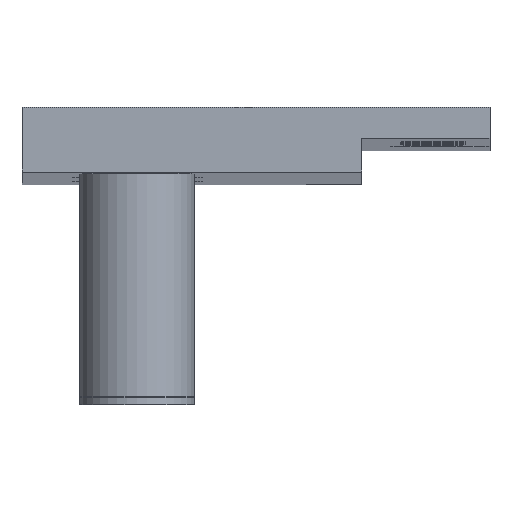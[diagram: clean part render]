
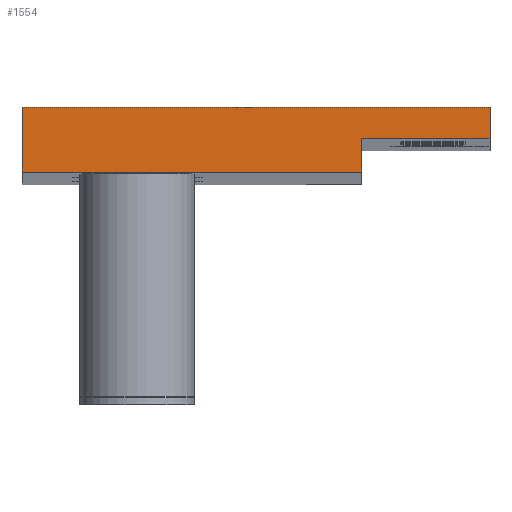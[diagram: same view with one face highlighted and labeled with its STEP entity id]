
A CAD part, top view. The second image highlights one B-rep face of the part: STEP entity #1554.
In plain terms, the highlighted planar face has unit normal (0, 0, 1).
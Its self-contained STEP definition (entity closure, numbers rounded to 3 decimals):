
#82 = EDGE_CURVE ( 'NONE', #1309, #487, #2830, .T. ) ;
#224 = EDGE_CURVE ( 'NONE', #3831, #1309, #3047, .T. ) ;
#243 = DIRECTION ( 'NONE',  ( -1., 0., 0. ) ) ;
#343 = LINE ( 'NONE', #4353, #2855 ) ;
#482 = CARTESIAN_POINT ( 'NONE',  ( 23.6, 2.35, 250. ) ) ;
#487 = VERTEX_POINT ( 'NONE', #2856 ) ;
#735 = LINE ( 'NONE', #3942, #4405 ) ;
#840 = VECTOR ( 'NONE', #3202, 1000. ) ;
#868 = VECTOR ( 'NONE', #243, 1000. ) ;
#912 = AXIS2_PLACEMENT_3D ( 'NONE', #1943, #3002, #929 ) ;
#929 = DIRECTION ( 'NONE',  ( 1., 0., 0. ) ) ;
#944 = ORIENTED_EDGE ( 'NONE', *, *, #224, .T. ) ;
#986 = CARTESIAN_POINT ( 'NONE',  ( 0., 4.5, 250. ) ) ;
#1309 = VERTEX_POINT ( 'NONE', #986 ) ;
#1324 = CARTESIAN_POINT ( 'NONE',  ( 0., 4.5, 250. ) ) ;
#1370 = VERTEX_POINT ( 'NONE', #482 ) ;
#1389 = VECTOR ( 'NONE', #1569, 1000. ) ;
#1462 = ORIENTED_EDGE ( 'NONE', *, *, #82, .T. ) ;
#1554 = ADVANCED_FACE ( 'NONE', ( #4028 ), #2235, .T. ) ;
#1569 = DIRECTION ( 'NONE',  ( 1., 0., 0. ) ) ;
#1798 = ORIENTED_EDGE ( 'NONE', *, *, #3513, .T. ) ;
#1943 = CARTESIAN_POINT ( 'NONE',  ( 0., 0., 250. ) ) ;
#2023 = ORIENTED_EDGE ( 'NONE', *, *, #3800, .T. ) ;
#2114 = VECTOR ( 'NONE', #2746, 1000. ) ;
#2235 = PLANE ( 'NONE',  #912 ) ;
#2395 = VERTEX_POINT ( 'NONE', #4008 ) ;
#2556 = CARTESIAN_POINT ( 'NONE',  ( 32.5, 4.5, 250. ) ) ;
#2746 = DIRECTION ( 'NONE',  ( 0., -1., 0. ) ) ;
#2830 = LINE ( 'NONE', #1324, #2114 ) ;
#2855 = VECTOR ( 'NONE', #3306, 1000. ) ;
#2856 = CARTESIAN_POINT ( 'NONE',  ( 0., 0., 250. ) ) ;
#2991 = EDGE_LOOP ( 'NONE', ( #1462, #2023, #4092, #1798, #3342, #944 ) ) ;
#3002 = DIRECTION ( 'NONE',  ( 0., 0., 1. ) ) ;
#3047 = LINE ( 'NONE', #2556, #868 ) ;
#3193 = CARTESIAN_POINT ( 'NONE',  ( 23.6, 0., 250. ) ) ;
#3202 = DIRECTION ( 'NONE',  ( 0., 1., 0. ) ) ;
#3306 = DIRECTION ( 'NONE',  ( 0., 1., 0. ) ) ;
#3342 = ORIENTED_EDGE ( 'NONE', *, *, #4124, .T. ) ;
#3361 = CARTESIAN_POINT ( 'NONE',  ( 23.6, 2.35, 250. ) ) ;
#3399 = VERTEX_POINT ( 'NONE', #4373 ) ;
#3513 = EDGE_CURVE ( 'NONE', #1370, #3399, #4005, .T. ) ;
#3594 = CARTESIAN_POINT ( 'NONE',  ( 32.5, 4.5, 250. ) ) ;
#3800 = EDGE_CURVE ( 'NONE', #487, #2395, #735, .T. ) ;
#3831 = VERTEX_POINT ( 'NONE', #3594 ) ;
#3875 = EDGE_CURVE ( 'NONE', #2395, #1370, #4460, .T. ) ;
#3901 = DIRECTION ( 'NONE',  ( 1., 0., 0. ) ) ;
#3942 = CARTESIAN_POINT ( 'NONE',  ( 0., 0., 250. ) ) ;
#4005 = LINE ( 'NONE', #3361, #1389 ) ;
#4008 = CARTESIAN_POINT ( 'NONE',  ( 23.6, 0., 250. ) ) ;
#4028 = FACE_OUTER_BOUND ( 'NONE', #2991, .T. ) ;
#4092 = ORIENTED_EDGE ( 'NONE', *, *, #3875, .T. ) ;
#4124 = EDGE_CURVE ( 'NONE', #3399, #3831, #343, .T. ) ;
#4353 = CARTESIAN_POINT ( 'NONE',  ( 32.5, 2.35, 250. ) ) ;
#4373 = CARTESIAN_POINT ( 'NONE',  ( 32.5, 2.35, 250. ) ) ;
#4405 = VECTOR ( 'NONE', #3901, 1000. ) ;
#4460 = LINE ( 'NONE', #3193, #840 ) ;
